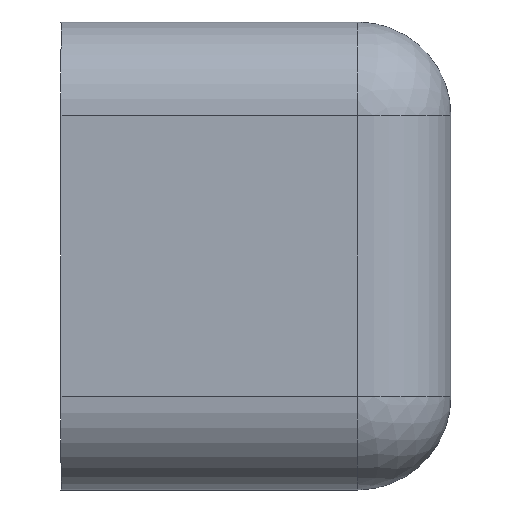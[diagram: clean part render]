
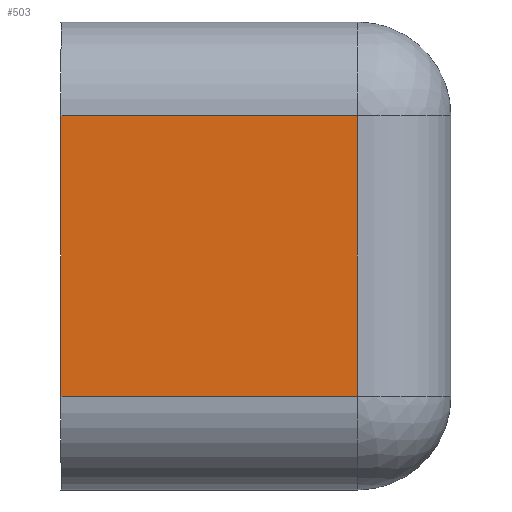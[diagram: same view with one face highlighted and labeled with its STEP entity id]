
A CAD part, left-side view. The second image highlights one B-rep face of the part: STEP entity #503.
In plain terms, the highlighted planar face has unit normal (-1, 0, 0).
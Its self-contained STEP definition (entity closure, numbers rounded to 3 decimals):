
#17=PLANE('',#568);
#32=LINE('',#821,#72);
#35=LINE('',#836,#75);
#38=LINE('',#840,#78);
#44=LINE('',#850,#84);
#72=VECTOR('',#649,10.);
#75=VECTOR('',#666,10.);
#78=VECTOR('',#671,10.);
#84=VECTOR('',#685,10.);
#136=FACE_OUTER_BOUND('',#171,.T.);
#171=EDGE_LOOP('',(#386,#387,#388,#389));
#236=VERTEX_POINT('',#810);
#239=VERTEX_POINT('',#817);
#243=VERTEX_POINT('',#829);
#245=VERTEX_POINT('',#834);
#283=EDGE_CURVE('',#236,#239,#32,.T.);
#290=EDGE_CURVE('',#245,#243,#35,.T.);
#293=EDGE_CURVE('',#243,#236,#38,.T.);
#299=EDGE_CURVE('',#239,#245,#44,.T.);
#386=ORIENTED_EDGE('',*,*,#283,.F.);
#387=ORIENTED_EDGE('',*,*,#293,.F.);
#388=ORIENTED_EDGE('',*,*,#290,.F.);
#389=ORIENTED_EDGE('',*,*,#299,.F.);
#503=ADVANCED_FACE('',(#136),#17,.T.);
#568=AXIS2_PLACEMENT_3D('',#849,#683,#684);
#649=DIRECTION('',(0.,1.,0.));
#666=DIRECTION('',(0.,-1.,0.));
#671=DIRECTION('',(0.,0.,-1.));
#683=DIRECTION('center_axis',(-1.,0.,0.));
#684=DIRECTION('ref_axis',(0.,0.,1.));
#685=DIRECTION('',(0.,0.,1.));
#810=CARTESIAN_POINT('',(-2.5,0.5,-9.5));
#817=CARTESIAN_POINT('',(-2.5,10.,-9.5));
#821=CARTESIAN_POINT('',(-2.5,0.,-9.5));
#829=CARTESIAN_POINT('',(-2.5,0.5,-0.5));
#834=CARTESIAN_POINT('',(-2.5,10.,-0.5));
#836=CARTESIAN_POINT('',(-2.5,0.,-0.5));
#840=CARTESIAN_POINT('',(-2.5,0.5,-8.75));
#849=CARTESIAN_POINT('Origin',(-2.5,0.,-12.5));
#850=CARTESIAN_POINT('',(-2.5,10.,-12.5));
